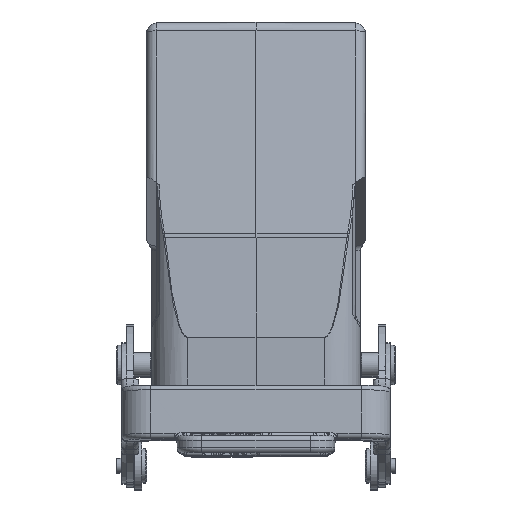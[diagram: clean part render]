
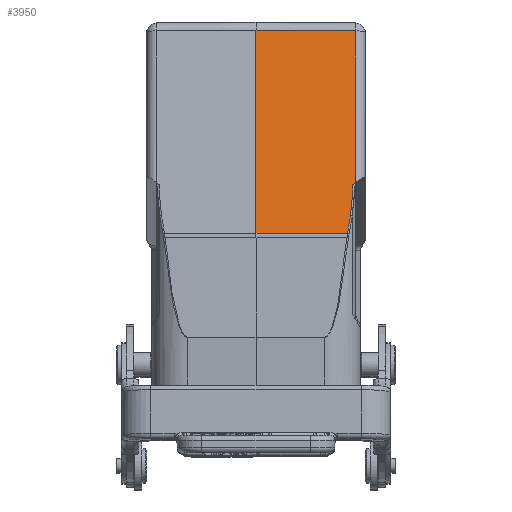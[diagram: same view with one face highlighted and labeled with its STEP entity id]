
A CAD part, top view. The second image highlights one B-rep face of the part: STEP entity #3950.
In plain terms, the highlighted planar face has unit normal (0.009, 0.174, 0.985).
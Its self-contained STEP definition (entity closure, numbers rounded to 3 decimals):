
#2151=CIRCLE('',#29809,62.334);
#2361=ELLIPSE('',#29888,40.313,7.);
#3950=ADVANCED_FACE('',(#6203),#4774,.T.);
#4774=PLANE('',#29889);
#6203=FACE_OUTER_BOUND('',#8057,.T.);
#8057=EDGE_LOOP('',(#16311,#16312,#16313,#16314,#16315,#16316,#16317));
#16311=ORIENTED_EDGE('',*,*,#22669,.F.);
#16312=ORIENTED_EDGE('',*,*,#22664,.F.);
#16313=ORIENTED_EDGE('',*,*,#22662,.T.);
#16314=ORIENTED_EDGE('',*,*,#22758,.F.);
#16315=ORIENTED_EDGE('',*,*,#22759,.F.);
#16316=ORIENTED_EDGE('',*,*,#22760,.T.);
#16317=ORIENTED_EDGE('',*,*,#22761,.F.);
#18850=VERTEX_POINT('',#51968);
#18851=VERTEX_POINT('',#51972);
#18852=VERTEX_POINT('',#51976);
#18855=VERTEX_POINT('',#52001);
#18900=VERTEX_POINT('',#52334);
#18901=VERTEX_POINT('',#52340);
#18902=VERTEX_POINT('',#52342);
#22662=EDGE_CURVE('',#18851,#18850,#24997,.T.);
#22664=EDGE_CURVE('',#18851,#18852,#24998,.T.);
#22669=EDGE_CURVE('',#18852,#18855,#2151,.T.);
#22758=EDGE_CURVE('',#18900,#18850,#25037,.T.);
#22759=EDGE_CURVE('',#18901,#18900,#25038,.T.);
#22760=EDGE_CURVE('',#18901,#18902,#25039,.T.);
#22761=EDGE_CURVE('',#18855,#18902,#2361,.T.);
#24997=LINE('',#51971,#27339);
#24998=LINE('',#51975,#27340);
#25037=LINE('',#52337,#27379);
#25038=LINE('',#52339,#27380);
#25039=LINE('',#52341,#27381);
#27339=VECTOR('',#37036,1.);
#27340=VECTOR('',#37041,1.);
#27379=VECTOR('',#37240,1.);
#27380=VECTOR('',#37243,1.);
#27381=VECTOR('',#37244,1.);
#29809=AXIS2_PLACEMENT_3D('',#52006,#37046,#37047);
#29888=AXIS2_PLACEMENT_3D('',#52343,#37245,#37246);
#29889=AXIS2_PLACEMENT_3D('',#52344,#37247,#37248);
#37036=DIRECTION('',(0.,0.985,-0.174));
#37041=DIRECTION('',(-0.762,-0.637,0.119));
#37046=DIRECTION('',(-0.009,-0.174,-0.985));
#37047=DIRECTION('',(0.,-0.985,0.174));
#37240=DIRECTION('',(1.,-0.009,-0.007));
#37243=DIRECTION('',(0.,0.985,-0.174));
#37244=DIRECTION('',(1.,-0.001,-0.009));
#37245=DIRECTION('',(-0.009,-0.174,-0.985));
#37246=DIRECTION('',(0.002,-0.985,0.174));
#37247=DIRECTION('',(0.009,0.174,0.985));
#37248=DIRECTION('',(0.,-0.985,0.174));
#51968=CARTESIAN_POINT('',(20.517,19.584,50.546));
#51971=CARTESIAN_POINT('',(20.517,-11.704,56.062));
#51972=CARTESIAN_POINT('',(20.517,-11.704,56.062));
#51975=CARTESIAN_POINT('',(20.517,-11.704,56.062));
#51976=CARTESIAN_POINT('',(19.963,-12.168,56.149));
#52001=CARTESIAN_POINT('',(19.449,-18.497,57.27));
#52006=CARTESIAN_POINT('',(-42.345,-10.389,56.388));
#52334=CARTESIAN_POINT('',(0.,19.763,50.696));
#52337=CARTESIAN_POINT('',(-0.012,19.763,50.696));
#52339=CARTESIAN_POINT('',(0.,-22.152,58.087));
#52340=CARTESIAN_POINT('',(0.,-22.155,58.087));
#52341=CARTESIAN_POINT('',(0.017,-22.155,58.087));
#52342=CARTESIAN_POINT('',(18.848,-22.176,57.924));
#52343=CARTESIAN_POINT('',(14.004,6.729,52.87));
#52344=CARTESIAN_POINT('',(0.,21.415,50.404));
